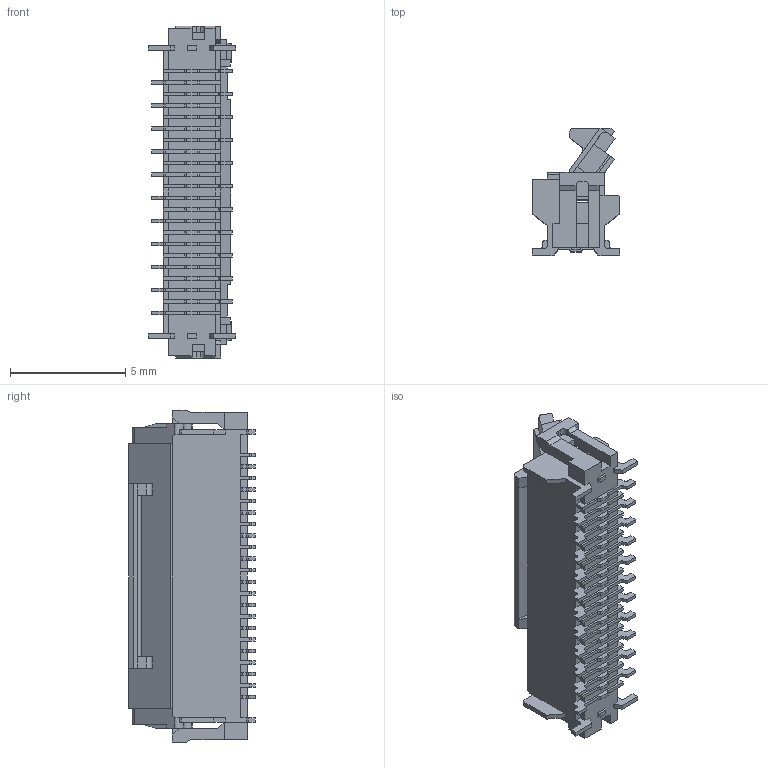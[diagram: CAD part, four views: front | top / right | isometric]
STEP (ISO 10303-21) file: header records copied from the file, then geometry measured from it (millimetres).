
FILE_DESCRIPTION(('OneSpaceDesigner STEP Export'),'2;1');
FILE_NAME('FH12-22S-0.5SV.stp','2007-03-16T18:12:23',(''),(''),'OneSpace Designer STEP processor (Jan. 2003) for AP214(CD)(Solid Model)','OneSpace Designer 12.00 10-Sep-2003 (C) CoCreate Software GmbH','');
FILE_SCHEMA(('AUTOMOTIVE_DESIGN_CC2 {1 2 10303 214 -1 1 5 1}'));
Length unit declared in the file: millimetre
Products named in the file (2): FH12-22S-0.5SV_Èª
Assembly tree (1 placements, depth 2):
  FH12-22S-0.5SV_Èª
    FH12-22S-0.5SV_Èª
Bounding box: 3.8 x 5.5 x 14.4 mm (x, y, z)
Volume: 112.2 mm3; surface area: 412.1 mm2
Topology: 1 solids, 1 shells, 861 faces, 2533 edges, 1666 vertices
Faces by surface type: plane 695, cylinder 166
Entity records: 26711 total; most frequent: ORIENTED_EDGE 5066, CARTESIAN_POINT 4687, DIRECTION 4083, EDGE_CURVE 2533, VECTOR 1959, LINE 1959, VERTEX_POINT 1666, AXIS2_PLACEMENT_3D 1062
